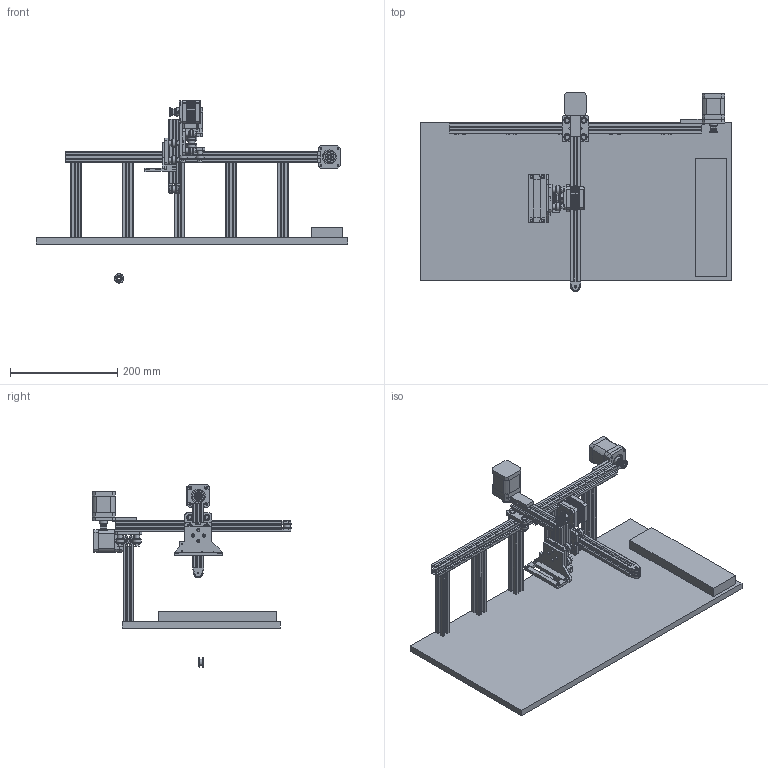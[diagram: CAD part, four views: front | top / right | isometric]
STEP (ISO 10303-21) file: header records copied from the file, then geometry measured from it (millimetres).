
FILE_DESCRIPTION(/* description */ (''),/* implementation_level */ '2;1');
FILE_NAME(/* name */ 'colonypicker_assembly_frame.step',/* time_stamp */ '2020-08-20T12:35:54-07:00',/* author */ (''),/* organization */ (''),/* preprocessor_version */ 'ST-DEVELOPER v18.1',/* originating_system */ 'Autodesk Translation Framework v9.3.0.1241',/* authorisation */ '');
FILE_SCHEMA (('AUTOMOTIVE_DESIGN { 1 0 10303 214 3 1 1 }'));
Products named in the file (21): colonypicker_assembly; GT2 Timing Pulley 20T 10mm - Bore_5mm; nema17; Nema 17  Stepper Motor length 34mm; GT2 Timing Pulley 20T 10mm - Bore_5mm_1; Vslot_long; acrylic base; Vslot_short; Vslot_cantilever; motor_mount; nema17_1; Nema 17 Stepper Motor; GT2 Timing Pulley 20T 10mm - Bore_5mm_2; M4x0.7X5mm - flat-tip Set screw; Vslot_short (1); gripper_mount; smallcarriage; thinner_motormount; Idler GT2-6 5mm; melzi; idler_holder
Assembly tree (36 placements, depth 3):
  colonypicker_assembly
    smallcarriage  x3
    GT2 Timing Pulley 20T 10mm - Bore_5mm
      M4x0.7X5mm - flat-tip Set screw  x2
    nema17
      Nema 17 Stepper Motor
    Idler GT2-6 5mm  x3
    motor_mount  x2
    Nema 17  Stepper Motor length 34mm
    GT2 Timing Pulley 20T 10mm - Bore_5mm_1
      M4x0.7X5mm - flat-tip Set screw  x2
    Vslot_short  x5
    Vslot_long
    acrylic base
    Vslot_cantilever
    nema17_1
      Nema 17 Stepper Motor
    GT2 Timing Pulley 20T 10mm - Bore_5mm_2
      M4x0.7X5mm - flat-tip Set screw  x2
    Vslot_short (1)
    gripper_mount
    thinner_motormount
    idler_holder  x2
    melzi
Bounding box: 580 x 371.23 x 339.95 mm (x, y, z)
Volume: 3018755.1 mm3; surface area: 858856.4 mm2
Topology: 63 solids, 72 shells, 3089 faces, 7458 edges, 4637 vertices
Faces by surface type: plane 1553, cylinder 969, cone 501, bspline 40, torus 18, sphere 8
Full cylindrical faces by diameter (mm): 0.5 x8, 1 x2, 1.2 x4, 1.5 x2, 1.6 x6, 2.3 x2, 2.5 x12, 3 x8, 3.2 x12, 3.332 x6, 4 x24, 4.2 x8, 4.3 x15, 5 x20, 5.1 x2, 6 x10, 7.95 x12, 8 x4, 9.22 x6, 9.5 x2, 9.8 x6, 9.95 x12, 10 x6, 12 x15, 15.3 x12, 16 x6, 17.85 x6, 22 x3, 26 x3
Entity records: 71588 total; most frequent: CARTESIAN_POINT 14443, DIRECTION 12782, ORIENTED_EDGE 11240, EDGE_CURVE 5620, AXIS2_PLACEMENT_3D 4869, VERTEX_POINT 3460, LINE 3044, VECTOR 3044
